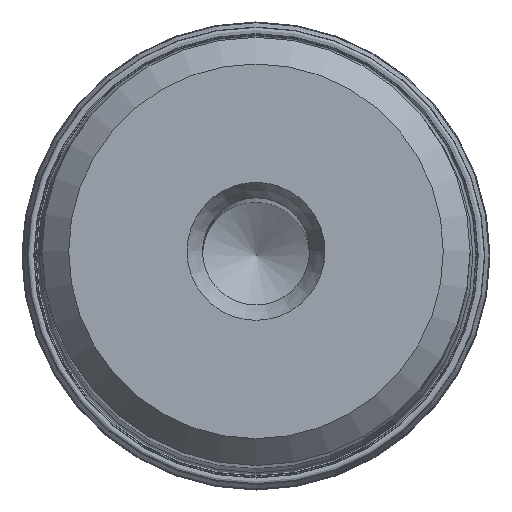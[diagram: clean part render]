
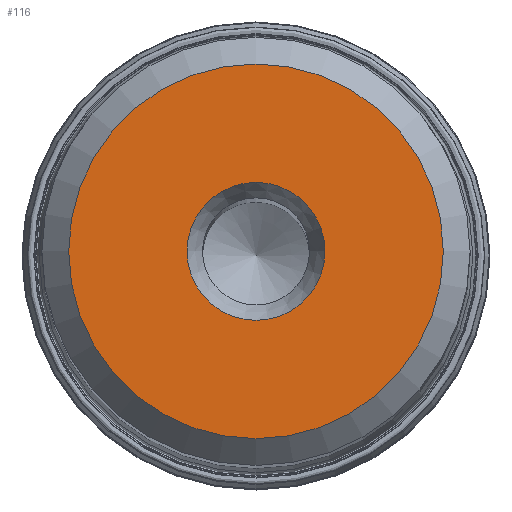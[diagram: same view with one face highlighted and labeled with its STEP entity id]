
A CAD part, top view. The second image highlights one B-rep face of the part: STEP entity #116.
In plain terms, the highlighted planar face has unit normal (0, 0, 1).
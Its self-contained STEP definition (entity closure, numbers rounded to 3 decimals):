
#42=PLANE('',#814);
#116=ADVANCED_FACE('',(#333,#334),#42,.F.);
#333=FACE_BOUND('',#449,.T.);
#334=FACE_BOUND('',#450,.T.);
#449=EDGE_LOOP('',(#563));
#450=EDGE_LOOP('',(#564));
#563=ORIENTED_EDGE('',*,*,#694,.T.);
#564=ORIENTED_EDGE('',*,*,#695,.F.);
#635=VERTEX_POINT('',#1426);
#636=VERTEX_POINT('',#1428);
#694=EDGE_CURVE('',#635,#635,#751,.T.);
#695=EDGE_CURVE('',#636,#636,#752,.T.);
#751=CIRCLE('',#812,14.);
#752=CIRCLE('',#813,5.155);
#812=AXIS2_PLACEMENT_3D('',#1425,#974,#975);
#813=AXIS2_PLACEMENT_3D('',#1427,#976,#977);
#814=AXIS2_PLACEMENT_3D('',#1429,#978,#979);
#974=DIRECTION('',(0.,0.,1.));
#975=DIRECTION('',(-1.,0.,0.));
#976=DIRECTION('',(0.,0.,1.));
#977=DIRECTION('',(1.,0.,0.));
#978=DIRECTION('',(0.,0.,-1.));
#979=DIRECTION('',(-1.,0.,0.));
#1425=CARTESIAN_POINT('',(0.,0.,120.));
#1426=CARTESIAN_POINT('',(-14.,0.,120.));
#1427=CARTESIAN_POINT('',(0.,0.,120.));
#1428=CARTESIAN_POINT('',(5.155,0.,120.));
#1429=CARTESIAN_POINT('',(16.,0.,120.));
